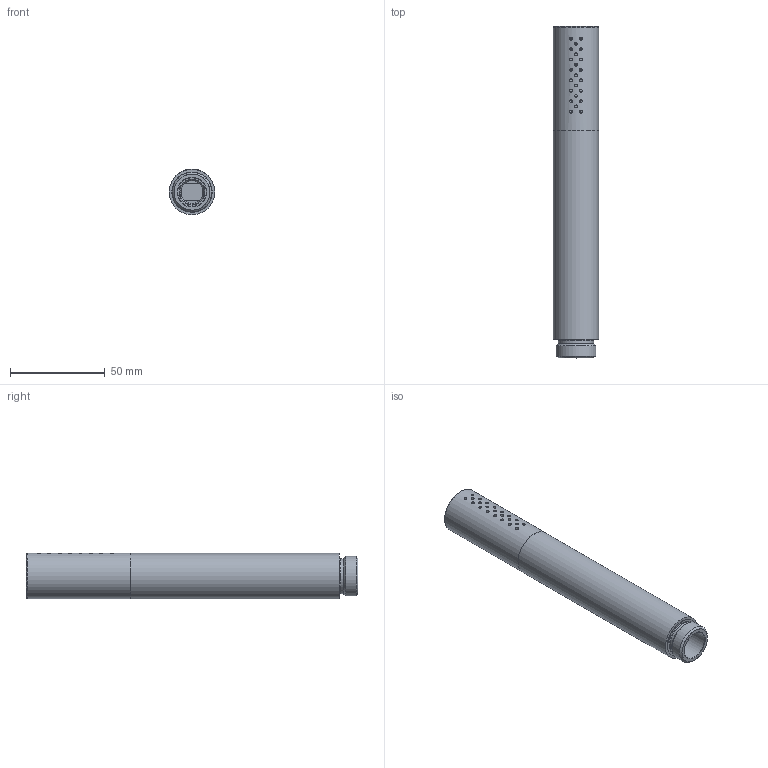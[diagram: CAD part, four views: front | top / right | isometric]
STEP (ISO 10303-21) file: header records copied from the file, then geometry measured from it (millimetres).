
FILE_DESCRIPTION(/* description */ ('Unknown'),/* implementation_level */ '2;1');
FILE_NAME(/* name */ 'M352',/* time_stamp */ '2016-04-21T10:37:38+02:00',/* author */ ('Unknown'),/* organization */ ('Unknown'),/* preprocessor_version */ 'ST-DEVELOPER v16.7',/* originating_system */ 'DEX',/* authorisation */ $);
FILE_SCHEMA (('TECHNICAL_DATA_PACKAGING','AUTOMOTIVE_DESIGN {1 0 10303 214 3 1 1}'));
Length unit declared in the file: millimetre
Products named in the file (11): M352-00; OR_129-G-00-NE; OR_76-G-00-NE; MNP0003TO pom; TUB0130ST_SOLID_1; PRS0014ST; PRS0015ST; COD0012TO_SOLID_1 pom; COD0012TO_QUILT_1; TUB0130ST_QUILT_1; TUB0130ST_QUILT_2
Assembly tree (10 placements, depth 2):
  M352-00
    OR_129-G-00-NE
    OR_76-G-00-NE
    MNP0003TO pom
    TUB0130ST_SOLID_1
    PRS0014ST
    PRS0015ST
    COD0012TO_SOLID_1 pom
    COD0012TO_QUILT_1
    TUB0130ST_QUILT_1
    TUB0130ST_QUILT_2
Bounding box: 24 x 175.26 x 24.13 mm (x, y, z)
Volume: 41881.8 mm3; surface area: 45704.6 mm2
Topology: 8 solids, 12 shells, 317 faces, 1001 edges, 694 vertices
Faces by surface type: cylinder 188, plane 82, torus 23, cone 19, bspline 4, sphere 1
Full cylindrical faces by diameter (mm): 1.3 x9, 1.5 x23, 1.6 x12, 2 x7, 2.2 x18, 2.25 x16, 2.5 x21, 13 x1, 15.1 x1, 17 x1, 17.2 x2, 17.5 x1, 18.5 x1, 18.8 x1, 19 x2, 19.8 x2, 20 x4, 20.2 x1, 20.5 x1, 20.955 x1, 21 x2, 21.2 x1, 24 x2
Entity records: 19347 total; most frequent: CARTESIAN_POINT 10484, DIRECTION 1538, ORIENTED_EDGE 1404, EDGE_CURVE 710, FACE_BOUND 691, EDGE_LOOP 688, AXIS2_PLACEMENT_3D 654, VERTEX_POINT 567
